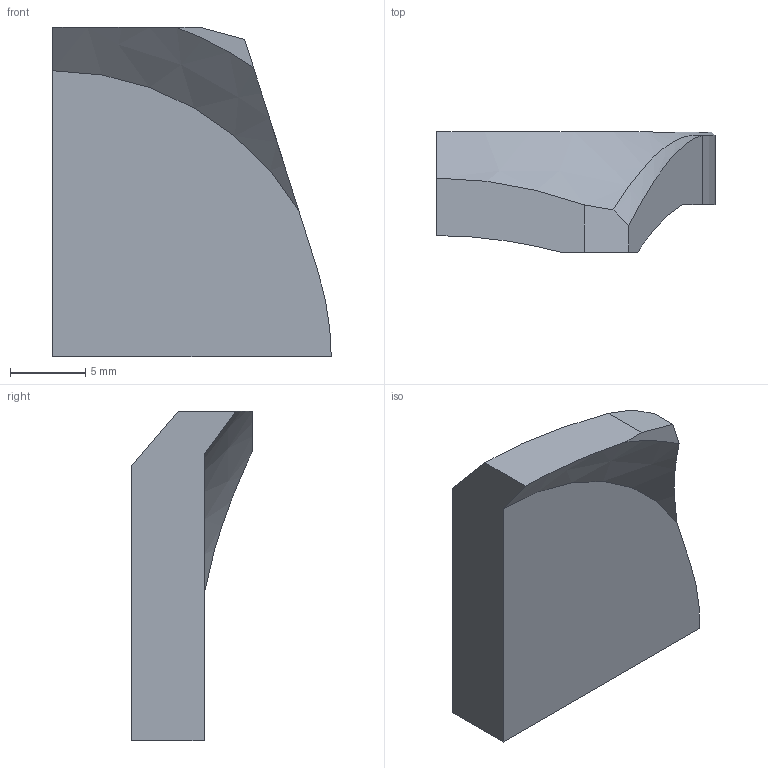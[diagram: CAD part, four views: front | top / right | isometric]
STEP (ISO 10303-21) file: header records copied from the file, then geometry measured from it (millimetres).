
FILE_DESCRIPTION (( 'STEP AP214' ), '1' );
FILE_NAME ('angle_constant_2_surfs.STEP', '2025-07-11T09:08:09', ( '' ), ( '' ), 'SwSTEP 2.0', 'SolidWorks 2023', '' );
FILE_SCHEMA (( 'AUTOMOTIVE_DESIGN' ));
Length unit declared in the file: millimetre
Products named in the file (1): angle_constant_2_surfs
Bounding box: 18.5 x 8 x 21.88 mm (x, y, z)
Volume: 1593.1 mm3; surface area: 1057.8 mm2
Topology: 1 solids, 1 shells, 12 faces, 29 edges, 19 vertices
Faces by surface type: plane 8, cone 2, cylinder 1, bspline 1
Entity records: 498 total; most frequent: CARTESIAN_POINT 203, ORIENTED_EDGE 58, DIRECTION 51, EDGE_CURVE 29, VERTEX_POINT 19, LINE 17, AXIS2_PLACEMENT_3D 17, VECTOR 17
